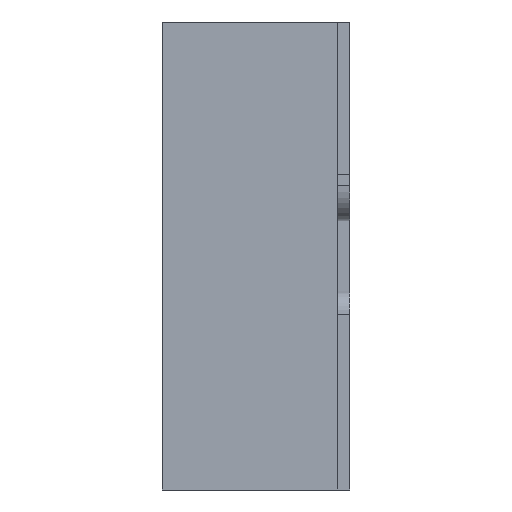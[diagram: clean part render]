
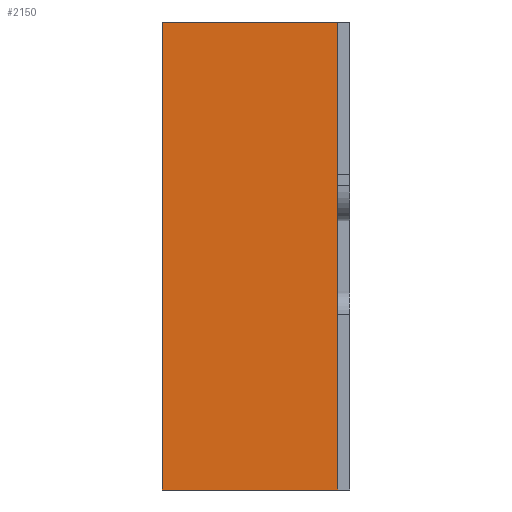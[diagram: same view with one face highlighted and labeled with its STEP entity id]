
A CAD part, left-side view. The second image highlights one B-rep face of the part: STEP entity #2150.
In plain terms, the highlighted planar face has unit normal (-1, 0, 0).
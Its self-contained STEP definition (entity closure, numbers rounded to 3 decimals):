
#9 = VERTEX_POINT ( 'NONE', #2795 ) ;
#76 = DIRECTION ( 'NONE',  ( 0., 0., -1. ) ) ;
#228 = CARTESIAN_POINT ( 'NONE',  ( -1.1, 0.75, 1. ) ) ;
#330 = DIRECTION ( 'NONE',  ( 0., -1., 0. ) ) ;
#381 = LINE ( 'NONE', #2422, #3269 ) ;
#392 = LINE ( 'NONE', #228, #1682 ) ;
#400 = ORIENTED_EDGE ( 'NONE', *, *, #499, .T. ) ;
#499 = EDGE_CURVE ( 'NONE', #9, #2820, #3395, .T. ) ;
#589 = ORIENTED_EDGE ( 'NONE', *, *, #2751, .F. ) ;
#646 = ORIENTED_EDGE ( 'NONE', *, *, #2183, .T. ) ;
#818 = CARTESIAN_POINT ( 'NONE',  ( -1.1, 0.75, 1. ) ) ;
#878 = LINE ( 'NONE', #818, #1455 ) ;
#964 = EDGE_LOOP ( 'NONE', ( #646, #589, #3341, #400 ) ) ;
#1097 = VERTEX_POINT ( 'NONE', #1872 ) ;
#1154 = DIRECTION ( 'NONE',  ( 0., -1., 0. ) ) ;
#1455 = VECTOR ( 'NONE', #330, 1000. ) ;
#1682 = VECTOR ( 'NONE', #3114, 1000. ) ;
#1759 = VERTEX_POINT ( 'NONE', #2631 ) ;
#1872 = CARTESIAN_POINT ( 'NONE',  ( -1.1, 0., 1. ) ) ;
#2150 = ADVANCED_FACE ( 'NONE', ( #2418 ), #2159, .F. ) ;
#2159 = PLANE ( 'NONE',  #2833 ) ;
#2183 = EDGE_CURVE ( 'NONE', #2820, #1097, #381, .T. ) ;
#2418 = FACE_OUTER_BOUND ( 'NONE', #964, .T. ) ;
#2422 = CARTESIAN_POINT ( 'NONE',  ( -1.1, 0., 1. ) ) ;
#2631 = CARTESIAN_POINT ( 'NONE',  ( -1.1, 0.75, 1. ) ) ;
#2690 = DIRECTION ( 'NONE',  ( 0., 0., 1. ) ) ;
#2704 = VECTOR ( 'NONE', #1154, 1000. ) ;
#2721 = CARTESIAN_POINT ( 'NONE',  ( -1.1, 0.75, -1. ) ) ;
#2751 = EDGE_CURVE ( 'NONE', #1759, #1097, #878, .T. ) ;
#2795 = CARTESIAN_POINT ( 'NONE',  ( -1.1, 0.75, -1. ) ) ;
#2820 = VERTEX_POINT ( 'NONE', #2941 ) ;
#2833 = AXIS2_PLACEMENT_3D ( 'NONE', #2954, #3217, #76 ) ;
#2941 = CARTESIAN_POINT ( 'NONE',  ( -1.1, 0., -1. ) ) ;
#2954 = CARTESIAN_POINT ( 'NONE',  ( -1.1, 0.75, 1. ) ) ;
#3114 = DIRECTION ( 'NONE',  ( 0., 0., 1. ) ) ;
#3217 = DIRECTION ( 'NONE',  ( 1., 0., 0. ) ) ;
#3269 = VECTOR ( 'NONE', #2690, 1000. ) ;
#3341 = ORIENTED_EDGE ( 'NONE', *, *, #3373, .F. ) ;
#3373 = EDGE_CURVE ( 'NONE', #9, #1759, #392, .T. ) ;
#3395 = LINE ( 'NONE', #2721, #2704 ) ;
